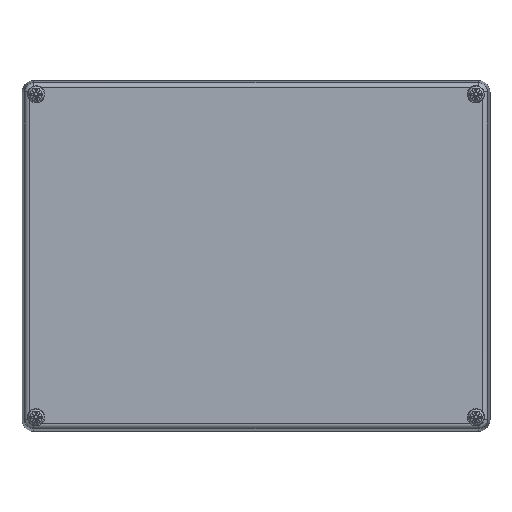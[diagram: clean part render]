
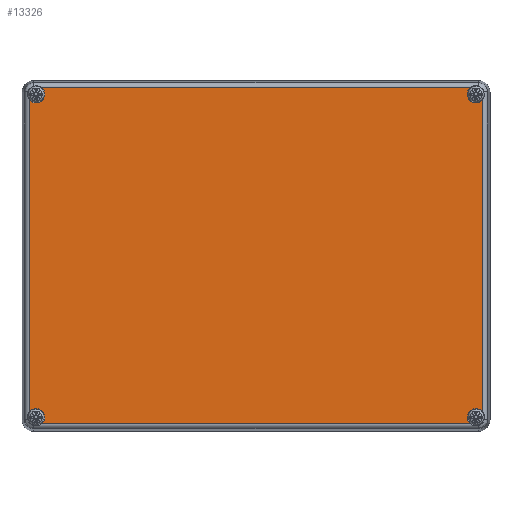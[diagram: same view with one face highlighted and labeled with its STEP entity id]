
A CAD part, top view. The second image highlights one B-rep face of the part: STEP entity #13326.
In plain terms, the highlighted face is planar.
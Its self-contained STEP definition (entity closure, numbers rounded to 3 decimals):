
#12463=CARTESIAN_POINT('',(91.702,-71.9,-65.));
#12464=VERTEX_POINT('',#12463);
#12478=CARTESIAN_POINT('',(96.9,-66.702,-65.));
#12479=VERTEX_POINT('',#12478);
#12480=CARTESIAN_POINT('',(94.,-69.,-65.0));
#12481=DIRECTION('',(0.0,0.0,1.0));
#12482=DIRECTION('',(1.0,0.0,0.0));
#12483=AXIS2_PLACEMENT_3D('',#12480,#12481,#12482);
#12484=CIRCLE('',#12483,3.7);
#12485=EDGE_CURVE('',#12479,#12464,#12484,.T.);
#12546=CARTESIAN_POINT('',(-91.702,-71.9,-65.));
#12547=VERTEX_POINT('',#12546);
#12574=CARTESIAN_POINT('',(-96.9,-66.702,-65.0));
#12575=VERTEX_POINT('',#12574);
#12587=CARTESIAN_POINT('',(-94.,-69.,-65.0));
#12588=DIRECTION('',(0.0,0.0,1.0));
#12589=DIRECTION('',(1.0,0.0,0.0));
#12590=AXIS2_PLACEMENT_3D('',#12587,#12588,#12589);
#12591=CIRCLE('',#12590,3.7);
#12592=EDGE_CURVE('',#12547,#12575,#12591,.T.);
#12627=CARTESIAN_POINT('',(-96.9,66.702,-65.0));
#12628=VERTEX_POINT('',#12627);
#12655=CARTESIAN_POINT('',(-91.702,71.9,-65.0));
#12656=VERTEX_POINT('',#12655);
#12668=CARTESIAN_POINT('',(-94.,69.0,-65.0));
#12669=DIRECTION('',(0.0,0.0,1.0));
#12670=DIRECTION('',(1.0,0.0,0.0));
#12671=AXIS2_PLACEMENT_3D('',#12668,#12669,#12670);
#12672=CIRCLE('',#12671,3.7);
#12673=EDGE_CURVE('',#12628,#12656,#12672,.T.);
#12708=CARTESIAN_POINT('',(91.702,71.9,-65.));
#12709=VERTEX_POINT('',#12708);
#12736=CARTESIAN_POINT('',(96.9,66.702,-65.));
#12737=VERTEX_POINT('',#12736);
#12749=CARTESIAN_POINT('',(94.,69.,-65.0));
#12750=DIRECTION('',(0.0,0.0,1.0));
#12751=DIRECTION('',(1.0,0.0,0.0));
#12752=AXIS2_PLACEMENT_3D('',#12749,#12750,#12751);
#12753=CIRCLE('',#12752,3.7);
#12754=EDGE_CURVE('',#12709,#12737,#12753,.T.);
#12870=CARTESIAN_POINT('',(96.9,-66.702,-65.0));
#12871=DIRECTION('',(0.0,1.0,0.0));
#12872=VECTOR('',#12871,133.404);
#12873=LINE('',#12870,#12872);
#12874=EDGE_CURVE('',#12479,#12737,#12873,.T.);
#12993=CARTESIAN_POINT('',(91.702,71.9,-65.0));
#12994=DIRECTION('',(-1.0,0.0,0.0));
#12995=VECTOR('',#12994,183.404);
#12996=LINE('',#12993,#12995);
#12997=EDGE_CURVE('',#12709,#12656,#12996,.T.);
#13099=CARTESIAN_POINT('',(-96.9,66.702,-65.0));
#13100=DIRECTION('',(0.0,-1.0,0.0));
#13101=VECTOR('',#13100,133.404);
#13102=LINE('',#13099,#13101);
#13103=EDGE_CURVE('',#12628,#12575,#13102,.T.);
#13197=CARTESIAN_POINT('',(-91.702,-71.9,-65.0));
#13198=DIRECTION('',(1.0,0.0,0.0));
#13199=VECTOR('',#13198,183.404);
#13200=LINE('',#13197,#13199);
#13201=EDGE_CURVE('',#12547,#12464,#13200,.T.);
#13311=CARTESIAN_POINT('',(0.,0.,-65.0));
#13312=DIRECTION('',(0.0,0.0,1.0));
#13313=DIRECTION('',(1.0,0.0,0.0));
#13314=AXIS2_PLACEMENT_3D('',#13311,#13312,#13313);
#13315=PLANE('',#13314);
#13316=ORIENTED_EDGE('',*,*,#12485,.T.);
#13317=ORIENTED_EDGE('',*,*,#13201,.F.);
#13318=ORIENTED_EDGE('',*,*,#12592,.T.);
#13319=ORIENTED_EDGE('',*,*,#13103,.F.);
#13320=ORIENTED_EDGE('',*,*,#12673,.T.);
#13321=ORIENTED_EDGE('',*,*,#12997,.F.);
#13322=ORIENTED_EDGE('',*,*,#12754,.T.);
#13323=ORIENTED_EDGE('',*,*,#12874,.F.);
#13324=EDGE_LOOP('',(#13316,#13317,#13318,#13319,#13320,#13321,#13322,#13323));
#13325=FACE_OUTER_BOUND('',#13324,.T.);
#13326=ADVANCED_FACE('',(#13325),#13315,.F.);
